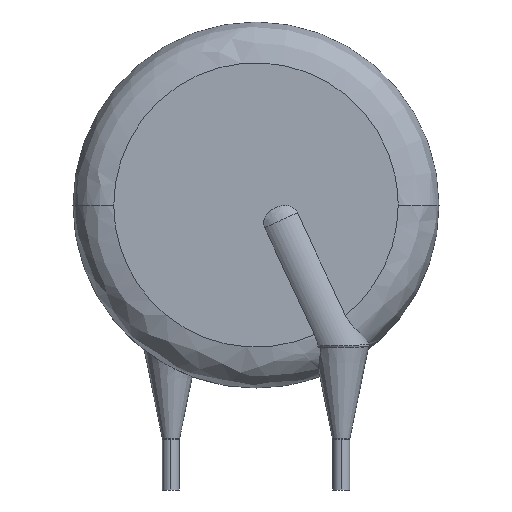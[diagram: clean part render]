
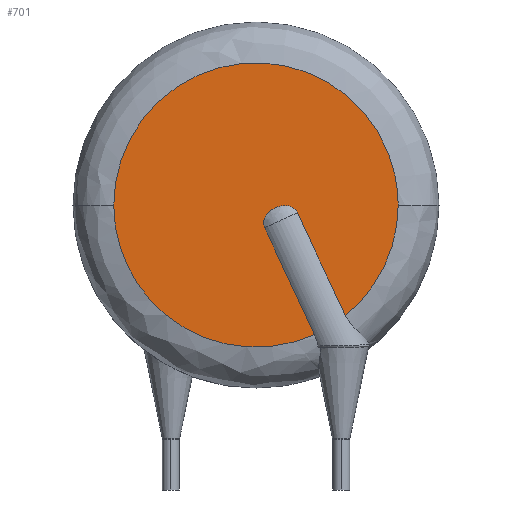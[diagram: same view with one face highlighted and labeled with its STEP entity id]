
A CAD part, front view. The second image highlights one B-rep face of the part: STEP entity #701.
In plain terms, the highlighted planar face has unit normal (0, -1, 0).
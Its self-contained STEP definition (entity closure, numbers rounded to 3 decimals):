
#30 = PLANE ( 'NONE',  #1412 ) ;
#34 = CARTESIAN_POINT ( 'NONE',  ( 13.344, -3.8, 16.75 ) ) ;
#35 = CARTESIAN_POINT ( 'NONE',  ( 10.242, -3.8, 10.255 ) ) ;
#70 = CARTESIAN_POINT ( 'NONE',  ( 13.344, -3.8, 14.184 ) ) ;
#102 = CARTESIAN_POINT ( 'NONE',  ( -3.356, -3.8, 16.75 ) ) ;
#131 = EDGE_CURVE ( 'NONE', #1014, #1608, #1654, .T. ) ;
#259 = DIRECTION ( 'NONE',  ( 0., 1., 0. ) ) ;
#292 = CARTESIAN_POINT ( 'NONE',  ( 15.744, -3.8, 16.75 ) ) ;
#326 = CARTESIAN_POINT ( 'NONE',  ( 6.236, -3.8, 16.634 ) ) ;
#338 = CARTESIAN_POINT ( 'NONE',  ( 5.719, -3.8, 16.312 ) ) ;
#363 = CARTESIAN_POINT ( 'NONE',  ( -3.356, -3.8, 16.75 ) ) ;
#438 = CARTESIAN_POINT ( 'NONE',  ( 8.428, -3.8, 9.139 ) ) ;
#459 = DIRECTION ( 'NONE',  ( 0., 0., 1. ) ) ;
#504 = CARTESIAN_POINT ( 'NONE',  ( 7.422, -3.8, 16.304 ) ) ;
#522 = CARTESIAN_POINT ( 'NONE',  ( 7.082, -3.8, 16.649 ) ) ;
#528 = CARTESIAN_POINT ( 'NONE',  ( 6.594, -3.8, 16.72 ) ) ;
#551 = CARTESIAN_POINT ( 'NONE',  ( 5.503, -3.8, 16.012 ) ) ;
#561 = CARTESIAN_POINT ( 'NONE',  ( 5.451, -3.8, 15.523 ) ) ;
#627 = ORIENTED_EDGE ( 'NONE', *, *, #131, .F. ) ;
#654 = VERTEX_POINT ( 'NONE', #438 ) ;
#689 = CARTESIAN_POINT ( 'NONE',  ( 5.908, -3.8, 16.465 ) ) ;
#701 = ADVANCED_FACE ( 'NONE', ( #900 ), #30, .F. ) ;
#715 = ORIENTED_EDGE ( 'NONE', *, *, #1791, .F. ) ;
#760 = EDGE_CURVE ( 'NONE', #1189, #2094, #2108, .T. ) ;
#767 = ORIENTED_EDGE ( 'NONE', *, *, #2298, .F. ) ;
#821 = CARTESIAN_POINT ( 'NONE',  ( 10.242, -3.8, 10.255 ) ) ;
#867 = DIRECTION ( 'NONE',  ( -0.423, 0., 0.906 ) ) ;
#881 = CARTESIAN_POINT ( 'NONE',  ( 7.422, -3.8, 16.304 ) ) ;
#886 = CARTESIAN_POINT ( 'NONE',  ( 5.503, -3.8, 15.41 ) ) ;
#900 = FACE_OUTER_BOUND ( 'NONE', #2468, .T. ) ;
#906 = VECTOR ( 'NONE', #867, 1000. ) ;
#952 = CARTESIAN_POINT ( 'NONE',  ( 4.994, -3.8, 25.1 ) ) ;
#1014 = VERTEX_POINT ( 'NONE', #34 ) ;
#1075 = ORIENTED_EDGE ( 'NONE', *, *, #760, .F. ) ;
#1140 = CARTESIAN_POINT ( 'NONE',  ( 5.503, -3.8, 15.41 ) ) ;
#1144 = CARTESIAN_POINT ( 'NONE',  ( 8.428, -3.8, 9.139 ) ) ;
#1153 = CARTESIAN_POINT ( 'NONE',  ( -3.356, -3.8, 10.022 ) ) ;
#1167 = EDGE_CURVE ( 'NONE', #2413, #1014, #2330, .T. ) ;
#1189 = VERTEX_POINT ( 'NONE', #504 ) ;
#1206 = LINE ( 'NONE', #886, #1929 ) ;
#1333 = CARTESIAN_POINT ( 'NONE',  ( 13.344, -3.8, 16.75 ) ) ;
#1412 = AXIS2_PLACEMENT_3D ( 'NONE', #292, #259, #459 ) ;
#1419 = CARTESIAN_POINT ( 'NONE',  ( 13.344, -3.8, 16.75 ) ) ;
#1476 = CARTESIAN_POINT ( 'NONE',  ( 6.351, -3.8, 16.673 ) ) ;
#1484 = CARTESIAN_POINT ( 'NONE',  ( 7.369, -3.8, 16.417 ) ) ;
#1493 = CARTESIAN_POINT ( 'NONE',  ( 5.633, -3.8, 16.22 ) ) ;
#1501 = CARTESIAN_POINT ( 'NONE',  ( 0.103, -3.8, 25.1 ) ) ;
#1608 = VERTEX_POINT ( 'NONE', #35 ) ;
#1648 = CARTESIAN_POINT ( 'NONE',  ( 6.717, -3.8, 16.726 ) ) ;
#1654 =( BOUNDED_CURVE ( )  B_SPLINE_CURVE ( 3, ( #1419, #70, #2375, #821 ),
 .UNSPECIFIED., .F., .T. ) 
 B_SPLINE_CURVE_WITH_KNOTS ( ( 4, 4 ),
 ( 0., 1. ),
 .UNSPECIFIED. ) 
 CURVE ( )  GEOMETRIC_REPRESENTATION_ITEM ( )  RATIONAL_B_SPLINE_CURVE ( ( 1., 0.935, 0.935, 1. ) ) 
 REPRESENTATION_ITEM ( '' )  );
#1667 = CARTESIAN_POINT ( 'NONE',  ( 6.014, -3.8, 16.53 ) ) ;
#1692 = CARTESIAN_POINT ( 'NONE',  ( 5.432, -3.8, 15.65 ) ) ;
#1791 = EDGE_CURVE ( 'NONE', #1608, #1189, #1905, .T. ) ;
#1819 = CARTESIAN_POINT ( 'NONE',  ( 10.242, -3.8, 10.255 ) ) ;
#1824 = EDGE_CURVE ( 'NONE', #654, #2413, #2284, .T. ) ;
#1865 = CARTESIAN_POINT ( 'NONE',  ( 5.503, -3.8, 15.41 ) ) ;
#1897 = CARTESIAN_POINT ( 'NONE',  ( -3.356, -3.8, 21.641 ) ) ;
#1905 = LINE ( 'NONE', #1819, #906 ) ;
#1929 = VECTOR ( 'NONE', #2036, 1000. ) ;
#1970 = ORIENTED_EDGE ( 'NONE', *, *, #1167, .F. ) ;
#2036 = DIRECTION ( 'NONE',  ( 0.423, 0., -0.906 ) ) ;
#2045 = CARTESIAN_POINT ( 'NONE',  ( 7.285, -3.8, 16.512 ) ) ;
#2079 = CARTESIAN_POINT ( 'NONE',  ( 5.458, -3.8, 15.893 ) ) ;
#2091 = CARTESIAN_POINT ( 'NONE',  ( 2.295, -3.8, 6.372 ) ) ;
#2094 = VERTEX_POINT ( 'NONE', #1865 ) ;
#2108 = B_SPLINE_CURVE_WITH_KNOTS ( 'NONE', 3,
 ( #881, #1484, #2045, #522, #2230, #1648, #528, #1476, #326, #1667, #689, #338, #1493, #551, #2079, #1692, #561, #1140 ),
 .UNSPECIFIED., .F., .F.,
 ( 4, 2, 2, 2, 2, 2, 2, 2, 4 ),
 ( 0., 0., 0.001, 0.001, 0.001, 0.002, 0.002, 0.003, 0.003 ),
 .UNSPECIFIED. ) ;
#2230 = CARTESIAN_POINT ( 'NONE',  ( 6.962, -3.8, 16.692 ) ) ;
#2269 = ORIENTED_EDGE ( 'NONE', *, *, #1824, .F. ) ;
#2278 = CARTESIAN_POINT ( 'NONE',  ( 13.344, -3.8, 21.641 ) ) ;
#2282 = CARTESIAN_POINT ( 'NONE',  ( -3.356, -3.8, 16.75 ) ) ;
#2284 =( BOUNDED_CURVE ( )  B_SPLINE_CURVE ( 3, ( #1144, #2091, #1153, #2282 ),
 .UNSPECIFIED., .F., .F. ) 
 B_SPLINE_CURVE_WITH_KNOTS ( ( 4, 4 ),
 ( 0., 0.388 ),
 .UNSPECIFIED. ) 
 CURVE ( )  GEOMETRIC_REPRESENTATION_ITEM ( )  RATIONAL_B_SPLINE_CURVE ( ( 1., 0.695, 0.695, 1. ) ) 
 REPRESENTATION_ITEM ( '' )  );
#2290 = CARTESIAN_POINT ( 'NONE',  ( 9.885, -3.8, 25.1 ) ) ;
#2298 = EDGE_CURVE ( 'NONE', #2094, #654, #1206, .T. ) ;
#2330 =( BOUNDED_CURVE ( )  B_SPLINE_CURVE ( 3, ( #363, #1897, #1501, #952, #2290, #2278, #1333 ),
 .UNSPECIFIED., .F., .F. ) 
 B_SPLINE_CURVE_WITH_KNOTS ( ( 4, 3, 4 ),
 ( 0.388, 0.694, 1. ),
 .UNSPECIFIED. ) 
 CURVE ( )  GEOMETRIC_REPRESENTATION_ITEM ( )  RATIONAL_B_SPLINE_CURVE ( ( 1., 0.805, 0.805, 1., 0.805, 0.805, 1. ) ) 
 REPRESENTATION_ITEM ( '' )  );
#2375 = CARTESIAN_POINT ( 'NONE',  ( 12.238, -3.8, 11.868 ) ) ;
#2413 = VERTEX_POINT ( 'NONE', #102 ) ;
#2468 = EDGE_LOOP ( 'NONE', ( #1075, #715, #627, #1970, #2269, #767 ) ) ;
